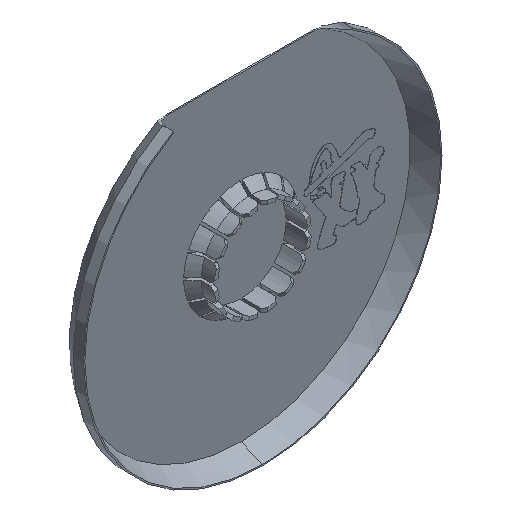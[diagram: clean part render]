
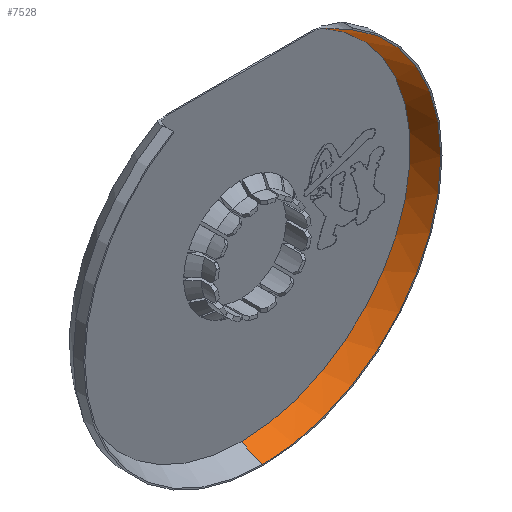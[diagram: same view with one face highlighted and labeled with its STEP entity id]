
A CAD part, isometric view. The second image highlights one B-rep face of the part: STEP entity #7528.
In plain terms, the highlighted conical face has half-angle 22 degrees and reference radius 100.8 mm.
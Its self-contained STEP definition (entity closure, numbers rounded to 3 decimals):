
#8 = CARTESIAN_POINT ( 'NONE',  ( 50.105, 1.067, 86.933 ) ) ;
#13 = DIRECTION ( 'NONE',  ( 0., 0., -1. ) ) ;
#355 = VERTEX_POINT ( 'NONE', #1326 ) ;
#584 = CONICAL_SURFACE ( 'NONE', #7772, 100.8, 0.384 ) ;
#759 = CARTESIAN_POINT ( 'NONE',  ( 49.183, 4.239, 85.984 ) ) ;
#1322 = ORIENTED_EDGE ( 'NONE', *, *, #1447, .T. ) ;
#1326 = CARTESIAN_POINT ( 'NONE',  ( 45.172, 12.3, 84.482 ) ) ;
#1447 = EDGE_CURVE ( 'NONE', #6979, #7780, #2597, .T. ) ;
#1504 = CARTESIAN_POINT ( 'NONE',  ( 47.995, 7.369, 85.205 ) ) ;
#2367 = CARTESIAN_POINT ( 'NONE',  ( 46.476, 10.414, 84.642 ) ) ;
#2380 = ORIENTED_EDGE ( 'NONE', *, *, #2675, .F. ) ;
#2597 = LINE ( 'NONE', #8706, #3506 ) ;
#2675 = EDGE_CURVE ( 'NONE', #6979, #355, #8947, .T. ) ;
#2732 = EDGE_CURVE ( 'NONE', #355, #7382, #7679, .T. ) ;
#2879 = CARTESIAN_POINT ( 'NONE',  ( 50.351, 0., 87.289 ) ) ;
#3506 = VECTOR ( 'NONE', #4050, 1000. ) ;
#3974 = DIRECTION ( 'NONE',  ( 0., 1., 0. ) ) ;
#4050 = DIRECTION ( 'NONE',  ( 0., -0.927, -0.375 ) ) ;
#4506 = CIRCLE ( 'NONE', #5793, 100.77 ) ;
#4508 = CARTESIAN_POINT ( 'NONE',  ( 48.212, 6.85, 85.323 ) ) ;
#4652 = CARTESIAN_POINT ( 'NONE',  ( 45.172, 12.3, 84.482 ) ) ;
#5315 = CARTESIAN_POINT ( 'NONE',  ( 45.54, 11.849, 84.491 ) ) ;
#5364 = CARTESIAN_POINT ( 'NONE',  ( 45.867, 11.379, 84.53 ) ) ;
#5413 = CARTESIAN_POINT ( 'NONE',  ( 46.757, 9.919, 84.715 ) ) ;
#5793 = AXIS2_PLACEMENT_3D ( 'NONE', #8522, #3974, #7018 ) ;
#5953 = ORIENTED_EDGE ( 'NONE', *, *, #9809, .F. ) ;
#6065 = DIRECTION ( 'NONE',  ( 0., -1., 0. ) ) ;
#6072 = DIRECTION ( 'NONE',  ( 0., -1., 0. ) ) ;
#6715 = CARTESIAN_POINT ( 'NONE',  ( 47.531, 8.401, 84.987 ) ) ;
#6722 = FACE_OUTER_BOUND ( 'NONE', #9687, .T. ) ;
#6865 = CARTESIAN_POINT ( 'NONE',  ( 49.824, 2.129, 86.6 ) ) ;
#6979 = VERTEX_POINT ( 'NONE', #7802 ) ;
#7018 = DIRECTION ( 'NONE',  ( 0., 0., 1. ) ) ;
#7067 = ORIENTED_EDGE ( 'NONE', *, *, #2732, .F. ) ;
#7357 = CARTESIAN_POINT ( 'NONE',  ( 0., 0., -100.77 ) ) ;
#7382 = VERTEX_POINT ( 'NONE', #2879 ) ;
#7515 = CARTESIAN_POINT ( 'NONE',  ( 50.351, 0., 87.289 ) ) ;
#7528 = ADVANCED_FACE ( 'NONE', ( #6722 ), #584, .F. ) ;
#7563 = CARTESIAN_POINT ( 'NONE',  ( 0., 12.3, 0. ) ) ;
#7679 = B_SPLINE_CURVE_WITH_KNOTS ( 'NONE', 3,
 ( #4652, #5315, #5364, #2367, #5413, #8372, #6715, #1504, #4508, #9827, #759, #6865, #8, #7515 ),
 .UNSPECIFIED., .F., .F.,
 ( 4, 2, 2, 2, 2, 2, 4 ),
 ( 0., 0.002, 0.003, 0.005, 0.007, 0.01, 0.014 ),
 .UNSPECIFIED. ) ;
#7772 = AXIS2_PLACEMENT_3D ( 'NONE', #9234, #6072, #13 ) ;
#7780 = VERTEX_POINT ( 'NONE', #7357 ) ;
#7802 = CARTESIAN_POINT ( 'NONE',  ( 0., 12.3, -95.8 ) ) ;
#7824 = AXIS2_PLACEMENT_3D ( 'NONE', #7563, #6065, #8471 ) ;
#8372 = CARTESIAN_POINT ( 'NONE',  ( 47.284, 8.914, 84.888 ) ) ;
#8471 = DIRECTION ( 'NONE',  ( 0., 0., 1. ) ) ;
#8522 = CARTESIAN_POINT ( 'NONE',  ( 0., 0., 0. ) ) ;
#8706 = CARTESIAN_POINT ( 'NONE',  ( 0., -0.075, -100.8 ) ) ;
#8947 = CIRCLE ( 'NONE', #7824, 95.8 ) ;
#9234 = CARTESIAN_POINT ( 'NONE',  ( 0., -0.075, 0. ) ) ;
#9687 = EDGE_LOOP ( 'NONE', ( #2380, #1322, #5953, #7067 ) ) ;
#9809 = EDGE_CURVE ( 'NONE', #7382, #7780, #4506, .T. ) ;
#9827 = CARTESIAN_POINT ( 'NONE',  ( 48.824, 5.288, 85.701 ) ) ;
